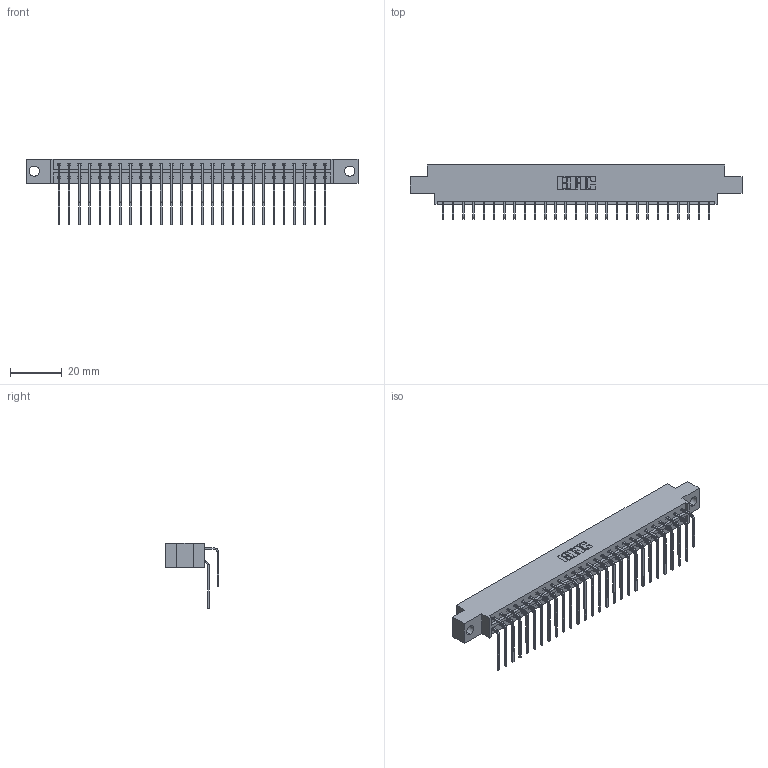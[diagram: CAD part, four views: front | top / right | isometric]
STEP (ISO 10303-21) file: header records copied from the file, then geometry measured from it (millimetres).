
FILE_DESCRIPTION (( 'STEP AP203' ), '1' );
FILE_NAME ('333-054-559-804.STEP', '2018-08-04T04:19:42', ( '' ), ( '' ), 'SwSTEP 2.0', 'SolidWorks 2016', '' );
FILE_SCHEMA (( 'CONFIG_CONTROL_DESIGN' ));
Length unit declared in the file: inch
Products named in the file (4): 333 Part_Offset - .156 Dia - TH; 345-292-001_558 559 Tail - 1; 345-292-001_559 Tail - 2; 333-054-559-804
Assembly tree (55 placements, depth 2):
  333-054-559-804
    333 Part_Offset - .156 Dia - TH
    345-292-001_558 559 Tail - 1  x27
    345-292-001_559 Tail - 2  x27
Bounding box: 128.52 x 20.9 x 25.53 mm (x, y, z)
Volume: 12977.2 mm3; surface area: 16753 mm2
Topology: 55 solids, 55 shells, 3034 faces, 9017 edges, 5938 vertices
Faces by surface type: plane 2126, cylinder 908
Entity records: 21229 total; most frequent: CARTESIAN_POINT 3589, ORIENTED_EDGE 3474, DIRECTION 3073, EDGE_CURVE 1737, LINE 1569, VECTOR 1569, VERTEX_POINT 1154, AXIS2_PLACEMENT_3D 752
